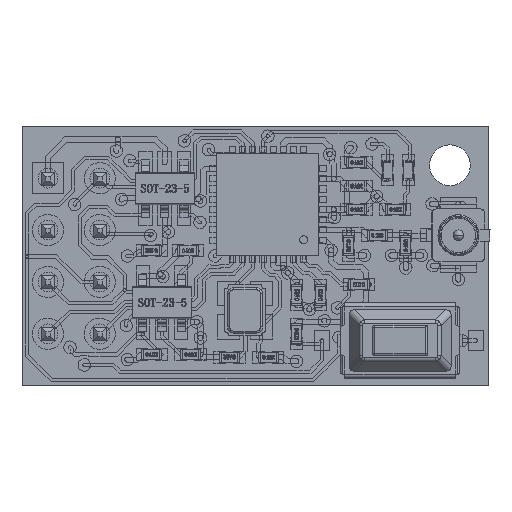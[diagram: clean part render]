
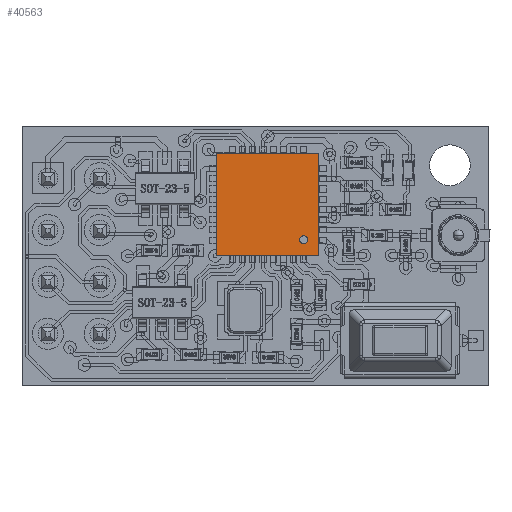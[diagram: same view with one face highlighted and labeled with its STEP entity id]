
A CAD part, top view. The second image highlights one B-rep face of the part: STEP entity #40563.
In plain terms, the highlighted planar face has unit normal (0, 0, 1).
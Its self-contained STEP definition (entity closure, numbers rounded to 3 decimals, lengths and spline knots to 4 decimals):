
#33590=DIRECTION('',(1.,0.,0.));
#33591=VECTOR('',#33590,5.);
#33592=CARTESIAN_POINT('',(-2.5,2.5,0.75));
#33593=LINE('',#33592,#33591);
#33611=DIRECTION('',(0.,-1.,0.));
#33612=VECTOR('',#33611,5.);
#33613=CARTESIAN_POINT('',(2.5,2.5,0.75));
#33614=LINE('',#33613,#33612);
#34374=DIRECTION('',(-1.,0.,0.));
#34375=VECTOR('',#34374,5.);
#34376=CARTESIAN_POINT('',(2.5,-2.5,0.75));
#34377=LINE('',#34376,#34375);
#34975=DIRECTION('',(0.,1.,0.));
#34976=VECTOR('',#34975,5.);
#34977=CARTESIAN_POINT('',(-2.5,-2.5,0.75));
#34978=LINE('',#34977,#34976);
#35787=CARTESIAN_POINT('',(-1.75,1.75,0.75));
#35788=DIRECTION('',(0.,0.,-1.));
#35789=DIRECTION('',(1.,0.,0.));
#35790=AXIS2_PLACEMENT_3D('',#35787,#35788,#35789);
#35795=CARTESIAN_POINT('',(-1.75,1.75,0.75));
#35796=DIRECTION('',(0.,0.,-1.));
#35797=DIRECTION('',(-1.,0.,0.));
#35798=AXIS2_PLACEMENT_3D('',#35795,#35796,#35797);
#37062=CARTESIAN_POINT('',(-2.5,-2.5,0.75));
#37064=VERTEX_POINT('',#37062);
#37533=CARTESIAN_POINT('',(-1.55,1.75,0.75));
#37534=CARTESIAN_POINT('',(-1.95,1.75,0.75));
#37535=VERTEX_POINT('',#37533);
#37536=VERTEX_POINT('',#37534);
#37641=CARTESIAN_POINT('',(2.5,2.5,0.75));
#37642=CARTESIAN_POINT('',(2.5,-2.5,0.75));
#37643=VERTEX_POINT('',#37641);
#37644=VERTEX_POINT('',#37642);
#37844=CARTESIAN_POINT('',(-2.5,2.5,0.75));
#37846=VERTEX_POINT('',#37844);
#40546=CARTESIAN_POINT('',(0.,0.,0.75));
#40547=DIRECTION('',(0.,0.,1.));
#40548=DIRECTION('',(1.,0.,0.));
#40549=AXIS2_PLACEMENT_3D('',#40546,#40547,#40548);
#40550=PLANE('',#40549);
#40551=ORIENTED_EDGE('',*,*,#39811,.T.);
#40552=ORIENTED_EDGE('',*,*,#38375,.T.);
#40553=ORIENTED_EDGE('',*,*,#38502,.T.);
#40554=ORIENTED_EDGE('',*,*,#39213,.T.);
#40555=EDGE_LOOP('',(#40551,#40552,#40553,#40554));
#40556=FACE_OUTER_BOUND('',#40555,.F.);
#40558=ORIENTED_EDGE('',*,*,#40557,.F.);
#40560=ORIENTED_EDGE('',*,*,#40559,.F.);
#40561=EDGE_LOOP('',(#40558,#40560));
#40562=FACE_BOUND('',#40561,.F.);
#35791=CIRCLE('',#35790,0.2);
#35799=CIRCLE('',#35798,0.2);
#38375=EDGE_CURVE('',#37846,#37643,#33593,.T.);
#38502=EDGE_CURVE('',#37643,#37644,#33614,.T.);
#39213=EDGE_CURVE('',#37644,#37064,#34377,.T.);
#39811=EDGE_CURVE('',#37064,#37846,#34978,.T.);
#40557=EDGE_CURVE('',#37535,#37536,#35791,.T.);
#40559=EDGE_CURVE('',#37536,#37535,#35799,.T.);
#40563=ADVANCED_FACE('',(#40556,#40562),#40550,.T.);
